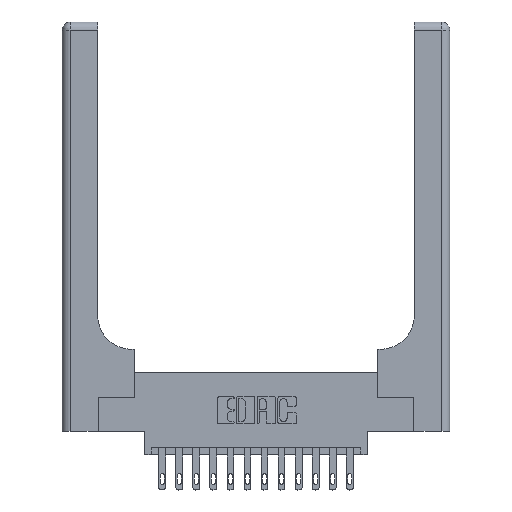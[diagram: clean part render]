
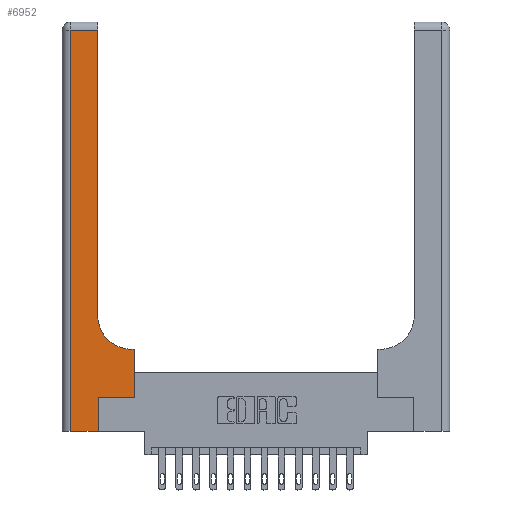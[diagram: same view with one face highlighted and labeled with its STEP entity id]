
A CAD part, top view. The second image highlights one B-rep face of the part: STEP entity #6952.
In plain terms, the highlighted planar face has unit normal (0, 0, 1).
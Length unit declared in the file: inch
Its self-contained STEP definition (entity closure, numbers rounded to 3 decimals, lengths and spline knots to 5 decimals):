
#56 = VECTOR ( 'NONE', #14561, 39.37008 ) ;
#150 = VECTOR ( 'NONE', #9752, 39.37008 ) ;
#516 = VERTEX_POINT ( 'NONE', #16604 ) ;
#765 = CARTESIAN_POINT ( 'NONE',  ( 0.528, 0.6, 0.37 ) ) ;
#934 = CARTESIAN_POINT ( 'NONE',  ( 0.528, 0.25, 0.37 ) ) ;
#1032 = VERTEX_POINT ( 'NONE', #8961 ) ;
#1148 = VECTOR ( 'NONE', #11351, 39.37008 ) ;
#1439 = LINE ( 'NONE', #7082, #150 ) ;
#1599 = DIRECTION ( 'NONE',  ( 0., 1., 0. ) ) ;
#1802 = CARTESIAN_POINT ( 'NONE',  ( 0.06, 3., 0.37 ) ) ;
#2028 = CARTESIAN_POINT ( 'NONE',  ( 0., 3., 0.37 ) ) ;
#2101 = VECTOR ( 'NONE', #6396, 39.37008 ) ;
#2207 = CARTESIAN_POINT ( 'NONE',  ( 0., 0., 0.37 ) ) ;
#2530 = VECTOR ( 'NONE', #8032, 39.37008 ) ;
#2766 = LINE ( 'NONE', #12085, #2530 ) ;
#2903 = DIRECTION ( 'NONE',  ( 1., 0., 0. ) ) ;
#3285 = VERTEX_POINT ( 'NONE', #13852 ) ;
#3319 = VERTEX_POINT ( 'NONE', #11736 ) ;
#3400 = LINE ( 'NONE', #2207, #13392 ) ;
#3485 = VERTEX_POINT ( 'NONE', #8341 ) ;
#3576 = EDGE_CURVE ( 'NONE', #1032, #5957, #17208, .T. ) ;
#3666 = VERTEX_POINT ( 'NONE', #16924 ) ;
#4005 = EDGE_CURVE ( 'NONE', #3666, #3285, #3400, .T. ) ;
#4491 = EDGE_CURVE ( 'NONE', #5957, #15862, #15769, .T. ) ;
#4734 = VECTOR ( 'NONE', #5557, 39.37008 ) ;
#4841 = DIRECTION ( 'NONE',  ( 0., 0., -1. ) ) ;
#5071 = ORIENTED_EDGE ( 'NONE', *, *, #6423, .T. ) ;
#5093 = PLANE ( 'NONE',  #17152 ) ;
#5538 = EDGE_CURVE ( 'NONE', #15862, #516, #6969, .T. ) ;
#5557 = DIRECTION ( 'NONE',  ( -1., 0., 0. ) ) ;
#5873 = CARTESIAN_POINT ( 'NONE',  ( 0.26, 2.94, 0.37 ) ) ;
#5957 = VERTEX_POINT ( 'NONE', #7513 ) ;
#6396 = DIRECTION ( 'NONE',  ( 0., 1., 0. ) ) ;
#6423 = EDGE_CURVE ( 'NONE', #516, #3319, #16292, .T. ) ;
#6655 = EDGE_CURVE ( 'NONE', #3319, #9703, #13715, .T. ) ;
#6902 = CARTESIAN_POINT ( 'NONE',  ( 0.26, 3., 0.37 ) ) ;
#6952 = ADVANCED_FACE ( 'NONE', ( #7666 ), #5093, .F. ) ;
#6969 = LINE ( 'NONE', #13615, #4734 ) ;
#7082 = CARTESIAN_POINT ( 'NONE',  ( 0.265, 0., 0.37 ) ) ;
#7346 = EDGE_CURVE ( 'NONE', #3285, #1032, #1439, .T. ) ;
#7513 = CARTESIAN_POINT ( 'NONE',  ( 0.528, 0.25, 0.37 ) ) ;
#7546 = VECTOR ( 'NONE', #1599, 39.37008 ) ;
#7666 = FACE_OUTER_BOUND ( 'NONE', #12749, .T. ) ;
#8032 = DIRECTION ( 'NONE',  ( -1., 0., 0. ) ) ;
#8341 = CARTESIAN_POINT ( 'NONE',  ( 0.06, 2.94, 0.37 ) ) ;
#8961 = CARTESIAN_POINT ( 'NONE',  ( 0.265, 0.25, 0.37 ) ) ;
#9092 = ORIENTED_EDGE ( 'NONE', *, *, #5538, .T. ) ;
#9121 = ORIENTED_EDGE ( 'NONE', *, *, #4491, .T. ) ;
#9703 = VERTEX_POINT ( 'NONE', #5873 ) ;
#9752 = DIRECTION ( 'NONE',  ( 0., 1., 0. ) ) ;
#10067 = DIRECTION ( 'NONE',  ( 1., 0., 0. ) ) ;
#10226 = ORIENTED_EDGE ( 'NONE', *, *, #6655, .T. ) ;
#10507 = CARTESIAN_POINT ( 'NONE',  ( 0.265, 0.25, 0.37 ) ) ;
#10667 = ORIENTED_EDGE ( 'NONE', *, *, #14603, .T. ) ;
#10990 = CARTESIAN_POINT ( 'NONE',  ( 0.51, 0.85, 0.37 ) ) ;
#11110 = ORIENTED_EDGE ( 'NONE', *, *, #7346, .T. ) ;
#11351 = DIRECTION ( 'NONE',  ( 0., -1., 0. ) ) ;
#11703 = EDGE_CURVE ( 'NONE', #9703, #3485, #2766, .T. ) ;
#11723 = DIRECTION ( 'NONE',  ( -1., 0., 0. ) ) ;
#11736 = CARTESIAN_POINT ( 'NONE',  ( 0.26, 0.85, 0.37 ) ) ;
#12085 = CARTESIAN_POINT ( 'NONE',  ( 0., 2.94, 0.37 ) ) ;
#12749 = EDGE_LOOP ( 'NONE', ( #10226, #17037, #10667, #14384, #11110, #14394, #9121, #9092, #5071 ) ) ;
#13195 = AXIS2_PLACEMENT_3D ( 'NONE', #10990, #13734, #2903 ) ;
#13392 = VECTOR ( 'NONE', #10067, 39.37008 ) ;
#13615 = CARTESIAN_POINT ( 'NONE',  ( 0.26, 0.6, 0.37 ) ) ;
#13715 = LINE ( 'NONE', #6902, #7546 ) ;
#13734 = DIRECTION ( 'NONE',  ( 0., 0., -1. ) ) ;
#13852 = CARTESIAN_POINT ( 'NONE',  ( 0.265, 0., 0.37 ) ) ;
#14384 = ORIENTED_EDGE ( 'NONE', *, *, #4005, .T. ) ;
#14394 = ORIENTED_EDGE ( 'NONE', *, *, #3576, .T. ) ;
#14561 = DIRECTION ( 'NONE',  ( 1., 0., 0. ) ) ;
#14603 = EDGE_CURVE ( 'NONE', #3485, #3666, #15609, .T. ) ;
#15609 = LINE ( 'NONE', #1802, #1148 ) ;
#15769 = LINE ( 'NONE', #934, #2101 ) ;
#15862 = VERTEX_POINT ( 'NONE', #765 ) ;
#16292 = CIRCLE ( 'NONE', #13195, 0.25 ) ;
#16604 = CARTESIAN_POINT ( 'NONE',  ( 0.51, 0.6, 0.37 ) ) ;
#16924 = CARTESIAN_POINT ( 'NONE',  ( 0.06, 0., 0.37 ) ) ;
#17037 = ORIENTED_EDGE ( 'NONE', *, *, #11703, .T. ) ;
#17152 = AXIS2_PLACEMENT_3D ( 'NONE', #2028, #4841, #11723 ) ;
#17208 = LINE ( 'NONE', #10507, #56 ) ;
